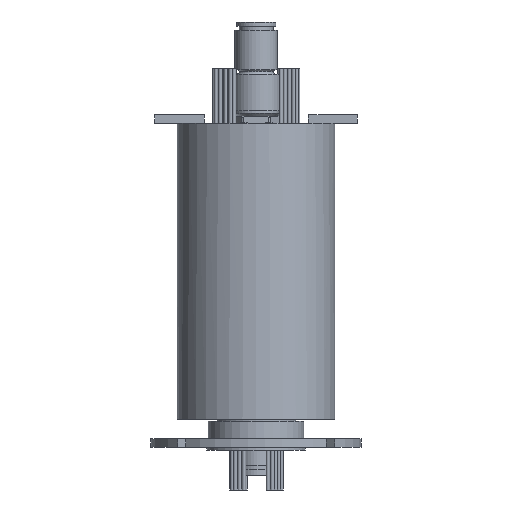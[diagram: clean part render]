
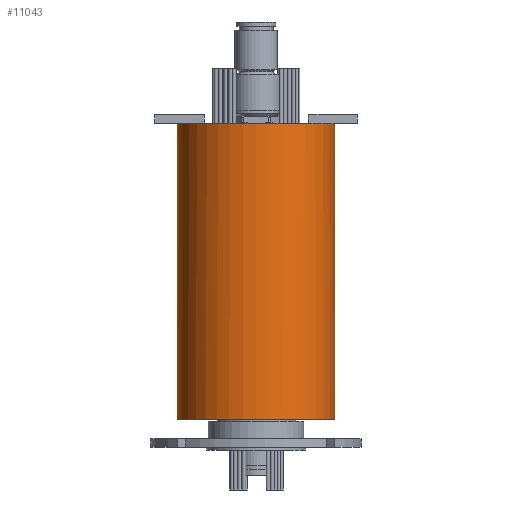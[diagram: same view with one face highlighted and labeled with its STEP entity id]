
A CAD part, front view. The second image highlights one B-rep face of the part: STEP entity #11043.
In plain terms, the highlighted cylindrical face has radius 28 mm (diameter 56 mm), a partial arc.
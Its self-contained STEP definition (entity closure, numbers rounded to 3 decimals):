
#71 = DIRECTION ( 'NONE',  ( 0., 0., 1. ) ) ;
#312 = CARTESIAN_POINT ( 'NONE',  ( -28., 0., 11. ) ) ;
#732 = DIRECTION ( 'NONE',  ( 0., 0., 1. ) ) ;
#1232 = DIRECTION ( 'NONE',  ( -1., 0., 0. ) ) ;
#1615 = CARTESIAN_POINT ( 'NONE',  ( -27.35, -6., 116.2 ) ) ;
#1725 = CIRCLE ( 'NONE', #10199, 28. ) ;
#1896 = CYLINDRICAL_SURFACE ( 'NONE', #12113, 28. ) ;
#2066 = ORIENTED_EDGE ( 'NONE', *, *, #8891, .F. ) ;
#2098 = VERTEX_POINT ( 'NONE', #6593 ) ;
#2290 = EDGE_CURVE ( 'NONE', #2098, #8356, #11900, .T. ) ;
#2561 = AXIS2_PLACEMENT_3D ( 'NONE', #11428, #5443, #12436 ) ;
#2597 = AXIS2_PLACEMENT_3D ( 'NONE', #6061, #71, #7085 ) ;
#2657 = VECTOR ( 'NONE', #3040, 1000. ) ;
#2986 = DIRECTION ( 'NONE',  ( 0., 0., -1. ) ) ;
#3040 = DIRECTION ( 'NONE',  ( 0., 0., -1. ) ) ;
#3498 = ORIENTED_EDGE ( 'NONE', *, *, #5936, .T. ) ;
#3812 = CARTESIAN_POINT ( 'NONE',  ( 28., 0., 11. ) ) ;
#3968 = CARTESIAN_POINT ( 'NONE',  ( -28., 0., 116.2 ) ) ;
#4290 = DIRECTION ( 'NONE',  ( 0., 0., 1. ) ) ;
#4601 = CARTESIAN_POINT ( 'NONE',  ( 28., 0., 116.2 ) ) ;
#4653 = VERTEX_POINT ( 'NONE', #3812 ) ;
#4985 = LINE ( 'NONE', #10006, #2657 ) ;
#5339 = ORIENTED_EDGE ( 'NONE', *, *, #2290, .F. ) ;
#5443 = DIRECTION ( 'NONE',  ( 0., 0., 1. ) ) ;
#5537 = ORIENTED_EDGE ( 'NONE', *, *, #11335, .F. ) ;
#5936 = EDGE_CURVE ( 'NONE', #7404, #8204, #6550, .T. ) ;
#6061 = CARTESIAN_POINT ( 'NONE',  ( 0., 0., 116.2 ) ) ;
#6149 = ORIENTED_EDGE ( 'NONE', *, *, #10474, .F. ) ;
#6273 = CARTESIAN_POINT ( 'NONE',  ( -28., 0., 116.2 ) ) ;
#6550 = LINE ( 'NONE', #3968, #11226 ) ;
#6593 = CARTESIAN_POINT ( 'NONE',  ( 27.35, -6., 116.2 ) ) ;
#6742 = CARTESIAN_POINT ( 'NONE',  ( 0., 0., 116.2 ) ) ;
#7031 = EDGE_CURVE ( 'NONE', #8204, #4653, #8112, .T. ) ;
#7085 = DIRECTION ( 'NONE',  ( 1., 0., 0. ) ) ;
#7229 = FACE_OUTER_BOUND ( 'NONE', #8434, .T. ) ;
#7252 = CARTESIAN_POINT ( 'NONE',  ( 0., 0., 116.2 ) ) ;
#7404 = VERTEX_POINT ( 'NONE', #6273 ) ;
#7750 = DIRECTION ( 'NONE',  ( 1., 0., 0. ) ) ;
#8112 = CIRCLE ( 'NONE', #2561, 28. ) ;
#8204 = VERTEX_POINT ( 'NONE', #312 ) ;
#8356 = VERTEX_POINT ( 'NONE', #4601 ) ;
#8434 = EDGE_LOOP ( 'NONE', ( #2066, #5339, #5537, #6149, #3498, #12485 ) ) ;
#8891 = EDGE_CURVE ( 'NONE', #8356, #4653, #4985, .T. ) ;
#10006 = CARTESIAN_POINT ( 'NONE',  ( 28., 0., 116.2 ) ) ;
#10062 = AXIS2_PLACEMENT_3D ( 'NONE', #10274, #4290, #11276 ) ;
#10199 = AXIS2_PLACEMENT_3D ( 'NONE', #6742, #732, #7750 ) ;
#10204 = VERTEX_POINT ( 'NONE', #1615 ) ;
#10274 = CARTESIAN_POINT ( 'NONE',  ( 0., 0., 116.2 ) ) ;
#10474 = EDGE_CURVE ( 'NONE', #7404, #10204, #11531, .T. ) ;
#11043 = ADVANCED_FACE ( 'NONE', ( #7229 ), #1896, .T. ) ;
#11200 = DIRECTION ( 'NONE',  ( 0., 0., -1. ) ) ;
#11226 = VECTOR ( 'NONE', #2986, 1000. ) ;
#11276 = DIRECTION ( 'NONE',  ( 1., 0., 0. ) ) ;
#11335 = EDGE_CURVE ( 'NONE', #10204, #2098, #1725, .T. ) ;
#11428 = CARTESIAN_POINT ( 'NONE',  ( 0., 0., 11. ) ) ;
#11531 = CIRCLE ( 'NONE', #2597, 28. ) ;
#11900 = CIRCLE ( 'NONE', #10062, 28. ) ;
#12113 = AXIS2_PLACEMENT_3D ( 'NONE', #7252, #11200, #1232 ) ;
#12436 = DIRECTION ( 'NONE',  ( 1., 0., 0. ) ) ;
#12485 = ORIENTED_EDGE ( 'NONE', *, *, #7031, .T. ) ;
